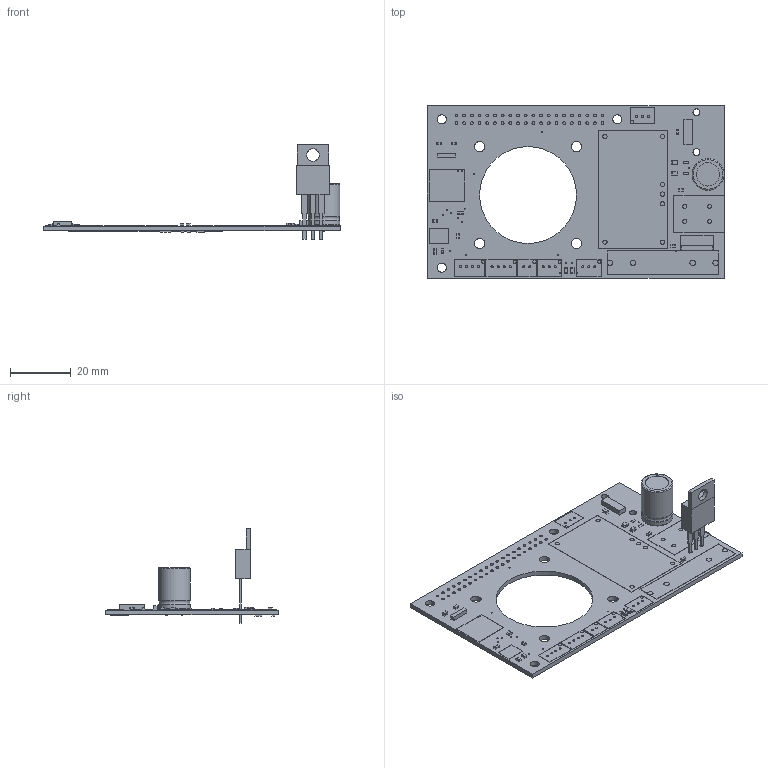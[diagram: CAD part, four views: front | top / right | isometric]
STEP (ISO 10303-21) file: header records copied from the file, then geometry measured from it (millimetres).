
FILE_DESCRIPTION(/* description */ (''),/* implementation_level */ '2;1');
FILE_NAME(/* name */ 'dfa384a1-c43c-4f16-93e3-93856db1d810.stp',/* time_stamp */ '2020-09-04T16:35:49+00:00',/* author */ (''),/* organization */ (''),/* preprocessor_version */ 'ST-DEVELOPER v18.1',/* originating_system */ 'Autodesk Translation Framework v9.3.0.1241',/* authorisation */ '');
FILE_SCHEMA (('AUTOMOTIVE_DESIGN { 1 0 10303 214 3 1 1 }'));
Length unit declared in the file: millimetre
Products named in the file (21): dfa384a1-c43c-4f16-93e3-93856db1d810; PCB Component; Board; GREEN; 330uF; 100nF; FUSE; 2604-3102; JST2; JST4; JST3; 16MHz; 510; 510_1; 150; J1; PTN78020WAD; MCP2515-I/SO; MCP2551-I/SN; PN87520; MBR60H100CTG
Assembly tree (40 placements, depth 3):
  dfa384a1-c43c-4f16-93e3-93856db1d810
    PCB Component
      Board
      GREEN  x4
      330uF
      100nF  x5
      FUSE
      2604-3102
      JST2
      JST4  x2
      JST3  x3
      16MHz
      510  x11
      510_1
      150
      J1
      PTN78020WAD
      MCP2515-I/SO
      MCP2551-I/SN
      PN87520
      MBR60H100CTG
Bounding box: 98.23 x 57 x 31.24 mm (x, y, z)
Volume: 9392.3 mm3; surface area: 16507.1 mm2
Topology: 39 solids, 39 shells, 1094 faces, 2413 edges, 1432 vertices
Faces by surface type: plane 505, cylinder 403, sphere 176, torus 10
Full cylindrical faces by diameter (mm): 0.35 x18, 0.5 x1, 0.6 x2, 0.7 x19, 0.813 x2, 0.914 x40, 0.95 x4, 1.016 x5, 1.1 x6, 1.3 x4, 1.4 x7, 1.8 x4, 2.3 x2, 3 x3, 3.4 x4, 4.08 x1, 7.7 x1, 32 x1
Entity records: 12986 total; most frequent: DIRECTION 2165, CARTESIAN_POINT 1985, ORIENTED_EDGE 1874, EDGE_CURVE 937, AXIS2_PLACEMENT_3D 788, EDGE_LOOP 633, VERTEX_POINT 608, LINE 589
